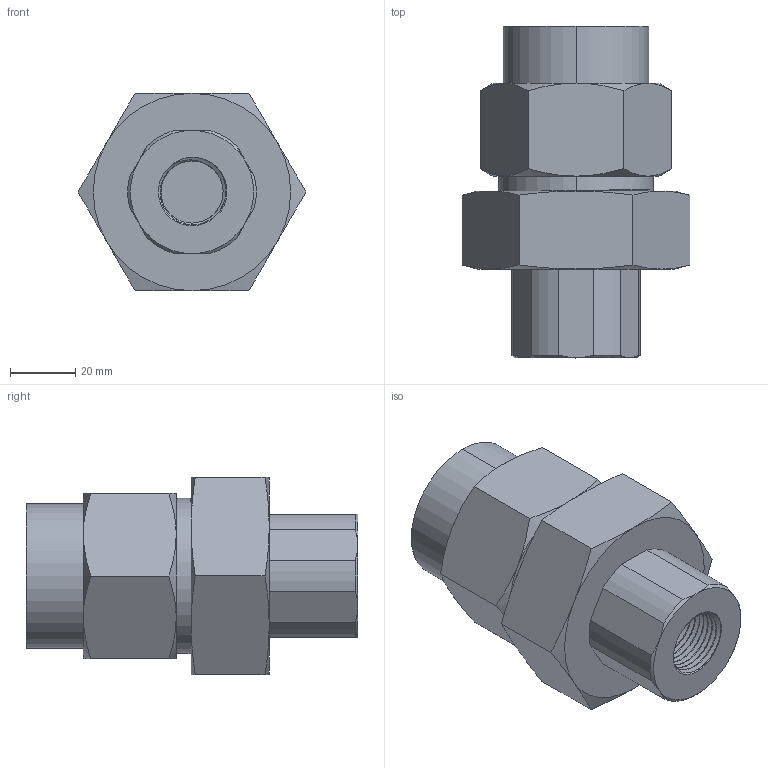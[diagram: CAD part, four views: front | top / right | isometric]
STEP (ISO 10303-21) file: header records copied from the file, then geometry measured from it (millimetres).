
FILE_DESCRIPTION (( 'STEP AP214' ), '1' );
FILE_NAME ('36-4.STEP', '2018-01-30T19:32:52', ( '' ), ( '' ), 'SwSTEP 2.0', 'SolidWorks 2018', '' );
FILE_SCHEMA (( 'AUTOMOTIVE_DESIGN' ));
Length unit declared in the file: inch
Products named in the file (1): 36-4
Bounding box: 69.8 x 101.6 x 60.45 mm (x, y, z)
Volume: 190836 mm3; surface area: 27766.4 mm2
Topology: 1 solids, 1 shells, 110 faces, 282 edges, 180 vertices
Faces by surface type: cylinder 45, cone 29, plane 29, bspline 7
Entity records: 8630 total; most frequent: CARTESIAN_POINT 5950, ORIENTED_EDGE 564, DIRECTION 397, EDGE_CURVE 282, VERTEX_POINT 180, AXIS2_PLACEMENT_3D 159, EDGE_LOOP 116, ADVANCED_FACE 110
